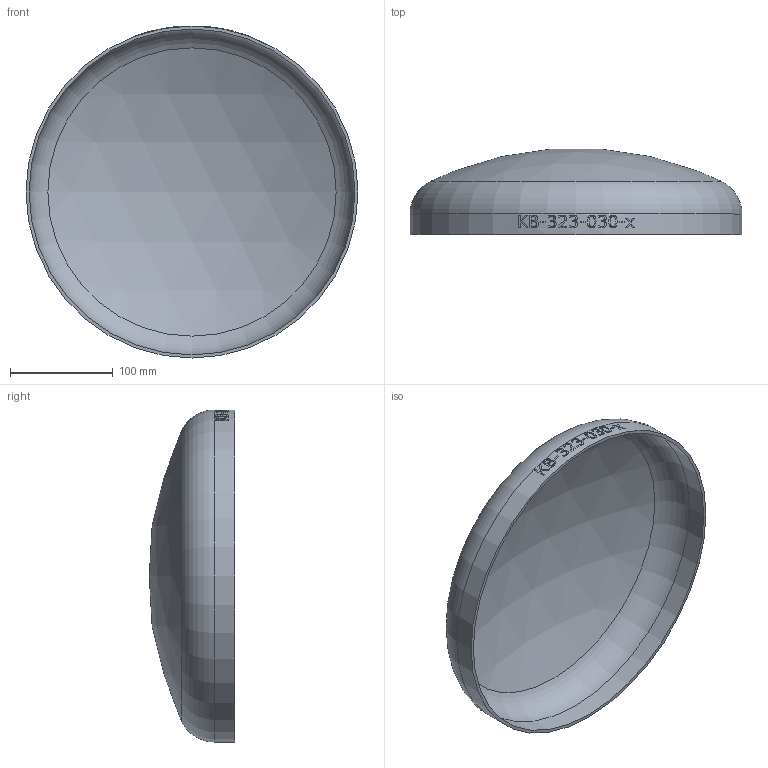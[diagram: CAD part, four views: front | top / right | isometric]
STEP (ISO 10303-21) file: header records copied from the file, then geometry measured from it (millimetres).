
FILE_DESCRIPTION (( 'STEP AP214' ), '1' );
FILE_NAME ('KB-323-030-x Klöpperboden 2003.STEP', '2020-03-27T08:04:15', ( '' ), ( '' ), 'SwSTEP 2.0', 'SolidWorks 2016', '' );
FILE_SCHEMA (( 'AUTOMOTIVE_DESIGN' ));
Length unit declared in the file: millimetre
Products named in the file (1): KB-323-030-x Klöpperboden 2003
Bounding box: 323.9 x 83.38 x 323.9 mm (x, y, z)
Volume: 367863.8 mm3; surface area: 248790.1 mm2
Topology: 1 solids, 1 shells, 200 faces, 541 edges, 360 vertices
Faces by surface type: bspline 114, plane 64, cylinder 18, torus 2, sphere 2
Full cylindrical faces by diameter (mm): 317.9 x1, 323.9 x1
Entity records: 32919 total; most frequent: CARTESIAN_POINT 26775, ORIENTED_EDGE 1074, EDGE_CURVE 537, DIRECTION 420, B_SPLINE_CURVE_WITH_KNOTS 367, VERTEX_POINT 360, EDGE_LOOP 221, FACE_OUTER_BOUND 204
